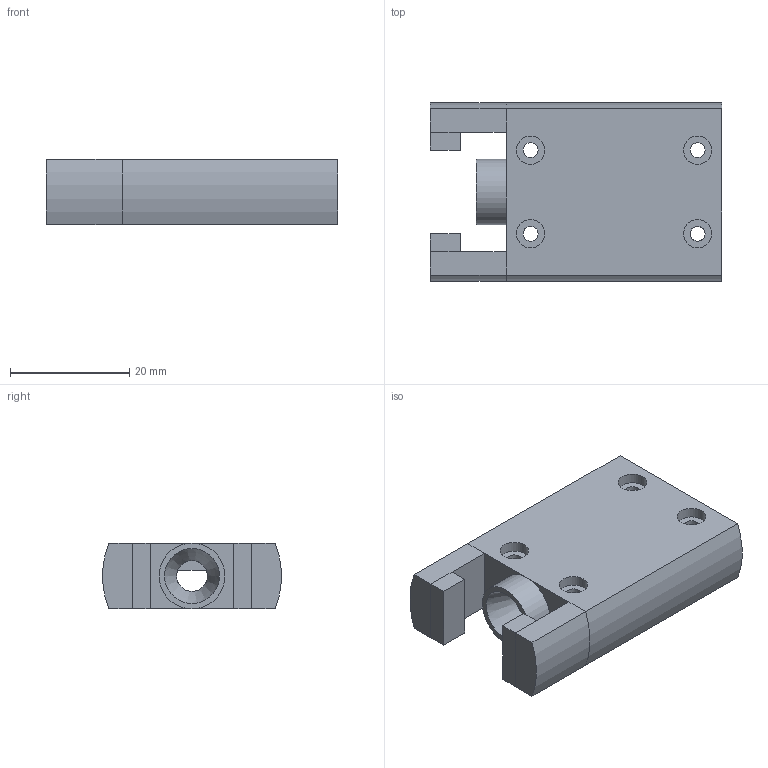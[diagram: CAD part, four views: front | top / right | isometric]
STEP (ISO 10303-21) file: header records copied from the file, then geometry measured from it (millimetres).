
FILE_DESCRIPTION(('FreeCAD Model'),'2;1');
FILE_NAME('Open CASCADE Shape Model','2024-01-12T13:28:12',(''),(''), 'Open CASCADE STEP processor 7.6','FreeCAD','Unknown');
FILE_SCHEMA(('AP242_MANAGED_MODEL_BASED_3D_ENGINEERING_MIM_LF. {1 0 10303 442 1 1 4 }'));
Length unit declared in the file: millimetre
Products named in the file (1): enclosure-top001
Bounding box: 48.77 x 29.92 x 11.02 mm (x, y, z)
Volume: 8957.2 mm3; surface area: 5541.6 mm2
Topology: 1 solids, 1 shells, 84 faces, 210 edges, 130 vertices
Faces by surface type: plane 56, cylinder 27, cone 1
Full cylindrical faces by diameter (mm): 2.5 x4, 4.75 x4, 5.2 x2, 11.022 x1
Entity records: 2627 total; most frequent: CARTESIAN_POINT 545, DIRECTION 435, ORIENTED_EDGE 420, EDGE_CURVE 210, LINE 147, VECTOR 147, AXIS2_PLACEMENT_3D 144, VERTEX_POINT 130
